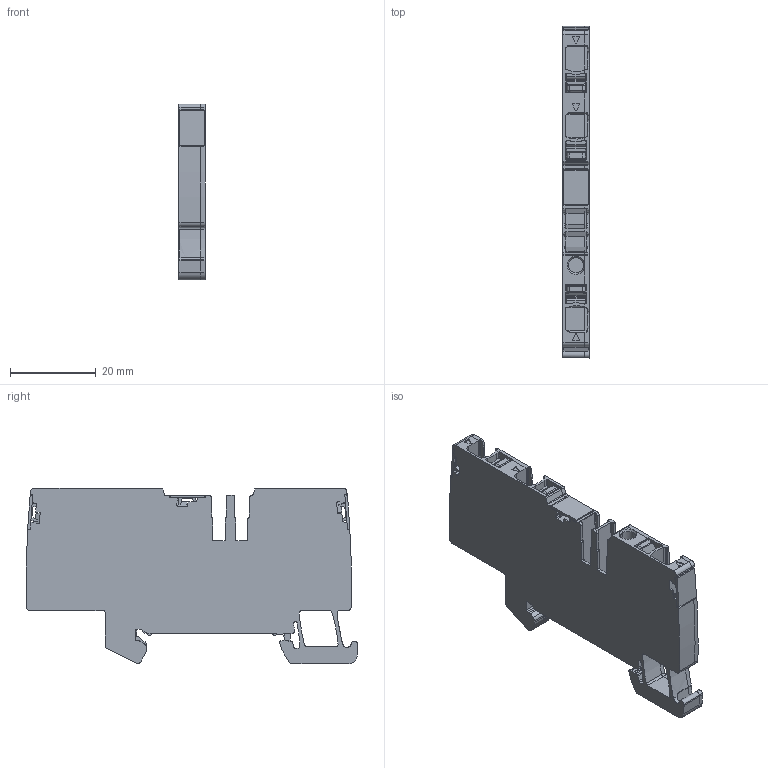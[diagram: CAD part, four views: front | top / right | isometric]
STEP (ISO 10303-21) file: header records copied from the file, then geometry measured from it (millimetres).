
FILE_DESCRIPTION(('CATIA V5 STEP Exchange','CAx-IF Rec.Pracs.--- Model Styling and Organization---1.5--- 2016-08-15','CAx-IF Rec.Pracs.---Supplemental Geometry---1.0---2011-11-01','CAx-IF Rec.Pracs.--- Composite Materials ---1.1---2010-07-15'),'2;1');
FILE_NAME ('1442572-2_0', '2025-09-19T13:05:35+00:00', ('none'), ('Weidmueller'), 'CATIA Version 5-6 Release 2024 SP4', 'CATIA V5 STEP AP214 v3', 'none');
FILE_SCHEMA(('AUTOMOTIVE_DESIGN { 1 0 10303 214 1 1 1 1 }'));
Length unit declared in the file: millimetre
Products named in the file (1): 2874980000
Bounding box: 6.1 x 77.53 x 41.1 mm (x, y, z)
Volume: 13286.8 mm3; surface area: 13002.7 mm2
Topology: 12 solids, 12 shells, 981 faces, 2769 edges, 1815 vertices
Faces by surface type: plane 481, cylinder 437, bspline 32, torus 20, extrusion 5, sphere 3, cone 3
Entity records: 32340 total; most frequent: CARTESIAN_POINT 7780, ORIENTED_EDGE 5534, DIRECTION 4288, EDGE_CURVE 2767, VECTOR 1829, LINE 1824, VERTEX_POINT 1815, AXIS2_PLACEMENT_3D 1605
